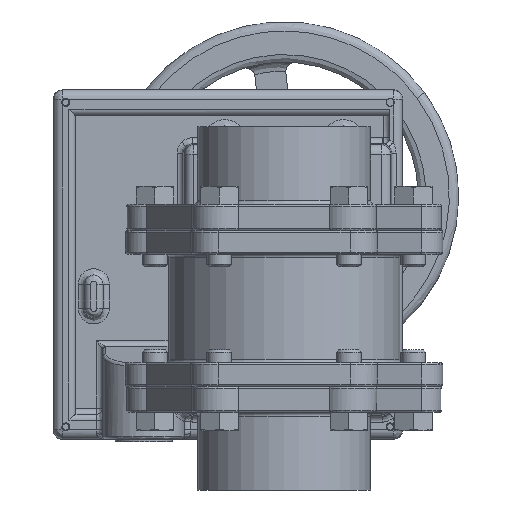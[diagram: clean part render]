
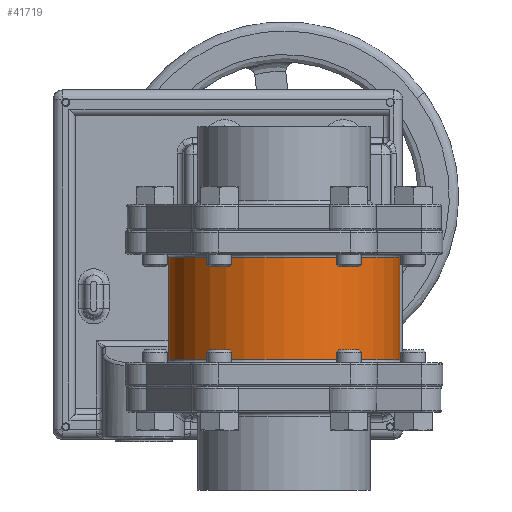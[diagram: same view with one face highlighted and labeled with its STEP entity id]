
A CAD part, front view. The second image highlights one B-rep face of the part: STEP entity #41719.
In plain terms, the highlighted cylindrical face has radius 58.928 mm (diameter 117.856 mm), a partial arc.
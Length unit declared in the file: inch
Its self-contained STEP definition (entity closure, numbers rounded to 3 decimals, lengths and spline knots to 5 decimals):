
#3580 = CARTESIAN_POINT ( 'NONE',  ( -2.32, 0., -1.0265 ) ) ;
#5153 = EDGE_CURVE ( 'NONE', #32739, #34692, #8939, .T. ) ;
#5808 = CARTESIAN_POINT ( 'NONE',  ( 2.32, 0., -1.0265 ) ) ;
#7168 = LINE ( 'NONE', #15296, #37950 ) ;
#7907 = AXIS2_PLACEMENT_3D ( 'NONE', #32254, #8162, #36291 ) ;
#8162 = DIRECTION ( 'NONE',  ( 0., 0., -1. ) ) ;
#8842 = CARTESIAN_POINT ( 'NONE',  ( 2.32, 0., 1.0265 ) ) ;
#8939 = LINE ( 'NONE', #35017, #39805 ) ;
#11146 = DIRECTION ( 'NONE',  ( 0., 0., 1. ) ) ;
#15232 = EDGE_CURVE ( 'NONE', #34692, #21949, #31161, .T. ) ;
#15296 = CARTESIAN_POINT ( 'NONE',  ( -2.32, 0., -1.0865 ) ) ;
#18703 = ORIENTED_EDGE ( 'NONE', *, *, #20643, .T. ) ;
#19355 = DIRECTION ( 'NONE',  ( 0., 0., 1. ) ) ;
#19568 = ORIENTED_EDGE ( 'NONE', *, *, #45583, .F. ) ;
#20643 = EDGE_CURVE ( 'NONE', #38176, #32739, #45602, .T. ) ;
#21949 = VERTEX_POINT ( 'NONE', #31361 ) ;
#23379 = DIRECTION ( 'NONE',  ( 0., 0., 1. ) ) ;
#24945 = EDGE_LOOP ( 'NONE', ( #19568, #18703, #29331, #49343 ) ) ;
#29005 = AXIS2_PLACEMENT_3D ( 'NONE', #47491, #23379, #51529 ) ;
#29331 = ORIENTED_EDGE ( 'NONE', *, *, #5153, .T. ) ;
#31161 = CIRCLE ( 'NONE', #7907, 2.32 ) ;
#31361 = CARTESIAN_POINT ( 'NONE',  ( -2.32, 0., 1.0265 ) ) ;
#31553 = DIRECTION ( 'NONE',  ( 1., 0., 0. ) ) ;
#32254 = CARTESIAN_POINT ( 'NONE',  ( 0., 0., 1.0265 ) ) ;
#32739 = VERTEX_POINT ( 'NONE', #5808 ) ;
#34692 = VERTEX_POINT ( 'NONE', #8842 ) ;
#35017 = CARTESIAN_POINT ( 'NONE',  ( 2.32, 0., -1.0865 ) ) ;
#36291 = DIRECTION ( 'NONE',  ( 1., 0., 0. ) ) ;
#36919 = AXIS2_PLACEMENT_3D ( 'NONE', #43681, #39818, #31553 ) ;
#37950 = VECTOR ( 'NONE', #19355, 39.37008 ) ;
#38176 = VERTEX_POINT ( 'NONE', #3580 ) ;
#39805 = VECTOR ( 'NONE', #11146, 39.37008 ) ;
#39818 = DIRECTION ( 'NONE',  ( 0., 0., 1. ) ) ;
#41719 = ADVANCED_FACE ( 'NONE', ( #46598 ), #44085, .T. ) ;
#43681 = CARTESIAN_POINT ( 'NONE',  ( 0., 0., -1.0865 ) ) ;
#44085 = CYLINDRICAL_SURFACE ( 'NONE', #36919, 2.32 ) ;
#45583 = EDGE_CURVE ( 'NONE', #38176, #21949, #7168, .T. ) ;
#45602 = CIRCLE ( 'NONE', #29005, 2.32 ) ;
#46598 = FACE_OUTER_BOUND ( 'NONE', #24945, .T. ) ;
#47491 = CARTESIAN_POINT ( 'NONE',  ( 0., 0., -1.0265 ) ) ;
#49343 = ORIENTED_EDGE ( 'NONE', *, *, #15232, .T. ) ;
#51529 = DIRECTION ( 'NONE',  ( 1., 0., 0. ) ) ;
